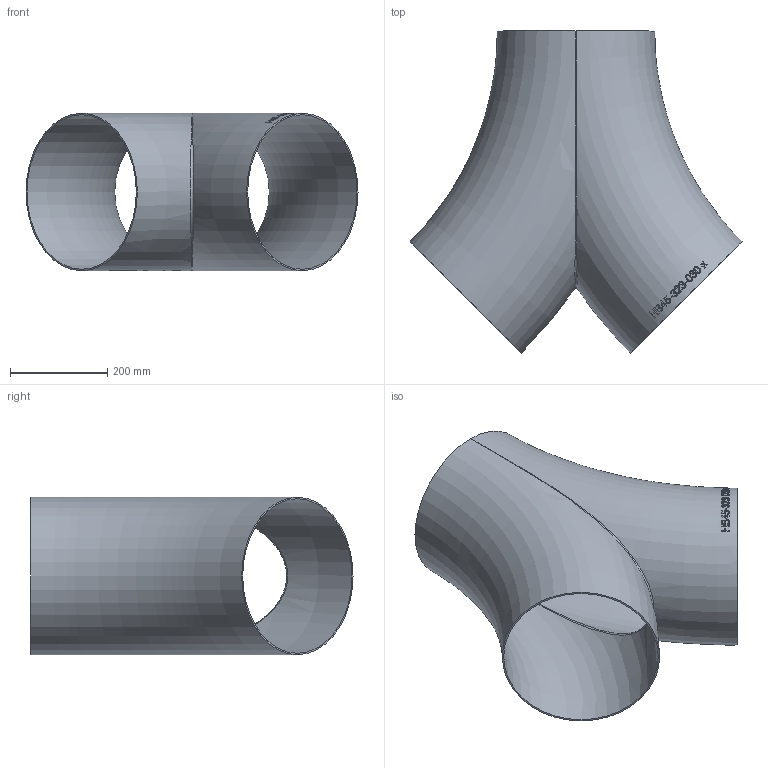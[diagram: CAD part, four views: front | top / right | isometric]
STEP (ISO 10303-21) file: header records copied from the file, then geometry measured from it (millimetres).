
FILE_DESCRIPTION (( 'STEP AP214' ), '1' );
FILE_NAME ('HB45-323-030-x Hosenbogen 45° 2006.STEP', '2020-05-29T10:33:59', ( '' ), ( '' ), 'SwSTEP 2.0', 'SolidWorks 2019', '' );
FILE_SCHEMA (( 'AUTOMOTIVE_DESIGN' ));
Length unit declared in the file: millimetre
Products named in the file (1): HB45-323-030-x Hosenbogen 45° 2006
Bounding box: 683.02 x 662.52 x 323.9 mm (x, y, z)
Volume: 2441414.4 mm3; surface area: 1630331.2 mm2
Topology: 1 solids, 1 shells, 202 faces, 547 edges, 360 vertices
Faces by surface type: bspline 174, torus 25, plane 3
Entity records: 40110 total; most frequent: CARTESIAN_POINT 34607, ORIENTED_EDGE 1056, EDGE_CURVE 528, B_SPLINE_CURVE_WITH_KNOTS 520, VERTEX_POINT 352, EDGE_LOOP 226, FACE_OUTER_BOUND 204, ADVANCED_FACE 200
